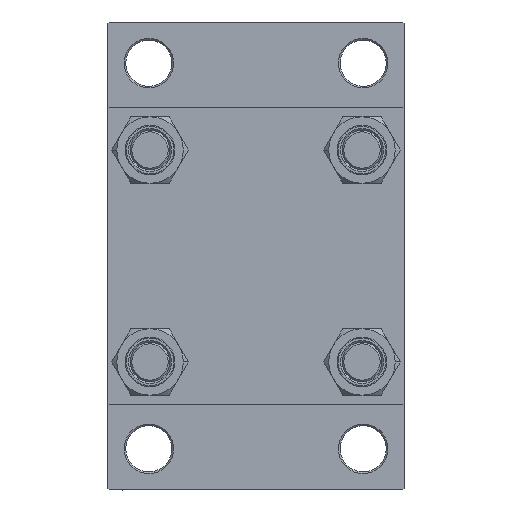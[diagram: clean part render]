
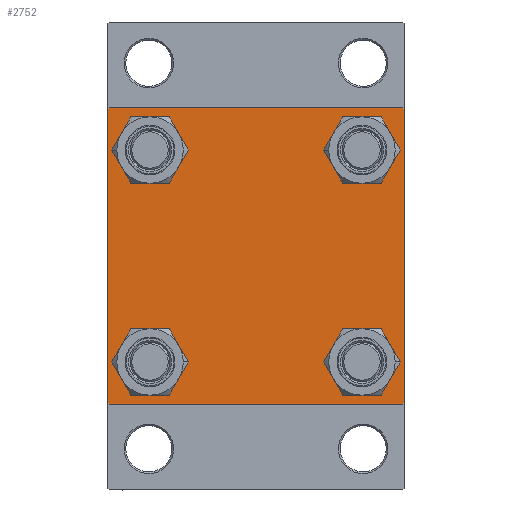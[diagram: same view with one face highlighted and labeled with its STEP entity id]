
A CAD part, left-side view. The second image highlights one B-rep face of the part: STEP entity #2752.
In plain terms, the highlighted planar face has unit normal (-1, 0, 0).
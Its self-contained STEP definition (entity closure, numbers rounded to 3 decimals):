
#771 = LINE ( 'NONE', #38122, #37629 ) ;
#1051 = VECTOR ( 'NONE', #20371, 1000. ) ;
#1099 = EDGE_CURVE ( 'NONE', #32809, #36838, #1128, .T. ) ;
#1128 = CIRCLE ( 'NONE', #36559, 6.5 ) ;
#1352 = CARTESIAN_POINT ( 'NONE',  ( 0., 32.15, -38.65 ) ) ;
#1678 = VERTEX_POINT ( 'NONE', #45611 ) ;
#1778 = CARTESIAN_POINT ( 'NONE',  ( 0., -44.5, 45. ) ) ;
#2752 = ADVANCED_FACE ( 'NONE', ( #42590, #35377, #20678, #9570, #41885 ), #5004, .T. ) ;
#2791 = DIRECTION ( 'NONE',  ( 1., 0., 0. ) ) ;
#3326 = CARTESIAN_POINT ( 'NONE',  ( 0., -45., 45. ) ) ;
#3416 = EDGE_CURVE ( 'NONE', #24196, #47597, #39880, .T. ) ;
#3493 = LINE ( 'NONE', #18438, #40741 ) ;
#3593 = ORIENTED_EDGE ( 'NONE', *, *, #3834, .T. ) ;
#3827 = VERTEX_POINT ( 'NONE', #31881 ) ;
#3834 = EDGE_CURVE ( 'NONE', #36838, #32809, #9594, .T. ) ;
#4193 = AXIS2_PLACEMENT_3D ( 'NONE', #10402, #31884, #42720 ) ;
#4914 = DIRECTION ( 'NONE',  ( 1., 0., 0. ) ) ;
#5004 = PLANE ( 'NONE',  #47273 ) ;
#5396 = CARTESIAN_POINT ( 'NONE',  ( 0., -32.15, 32.15 ) ) ;
#5844 = CIRCLE ( 'NONE', #43563, 6.5 ) ;
#5903 = DIRECTION ( 'NONE',  ( 0., -1., 0. ) ) ;
#5965 = ORIENTED_EDGE ( 'NONE', *, *, #18972, .T. ) ;
#5998 = CARTESIAN_POINT ( 'NONE',  ( 0., 45., 44.5 ) ) ;
#6235 = ORIENTED_EDGE ( 'NONE', *, *, #46672, .T. ) ;
#6317 = DIRECTION ( 'NONE',  ( 0., 0., 1. ) ) ;
#6603 = EDGE_CURVE ( 'NONE', #35604, #1678, #27375, .T. ) ;
#6606 = AXIS2_PLACEMENT_3D ( 'NONE', #5396, #4914, #16005 ) ;
#6928 = EDGE_CURVE ( 'NONE', #9715, #43228, #5844, .T. ) ;
#7580 = ORIENTED_EDGE ( 'NONE', *, *, #27332, .T. ) ;
#9015 = CARTESIAN_POINT ( 'NONE',  ( 0., 32.15, -32.15 ) ) ;
#9368 = CARTESIAN_POINT ( 'NONE',  ( 0., 32.15, 25.65 ) ) ;
#9570 = FACE_BOUND ( 'NONE', #43026, .T. ) ;
#9594 = CIRCLE ( 'NONE', #18061, 6.5 ) ;
#9715 = VERTEX_POINT ( 'NONE', #41212 ) ;
#9866 = AXIS2_PLACEMENT_3D ( 'NONE', #9015, #38669, #45652 ) ;
#10021 = DIRECTION ( 'NONE',  ( 0., 0., 1. ) ) ;
#10376 = VERTEX_POINT ( 'NONE', #1778 ) ;
#10402 = CARTESIAN_POINT ( 'NONE',  ( 0., -32.15, 32.15 ) ) ;
#11535 = CARTESIAN_POINT ( 'NONE',  ( 0., -44.5, -45. ) ) ;
#12352 = CARTESIAN_POINT ( 'NONE',  ( 0., 45., -44.5 ) ) ;
#12464 = CARTESIAN_POINT ( 'NONE',  ( 0., 0., 0. ) ) ;
#12611 = VECTOR ( 'NONE', #5903, 1000. ) ;
#13297 = EDGE_LOOP ( 'NONE', ( #15371, #39376 ) ) ;
#13390 = CARTESIAN_POINT ( 'NONE',  ( 0., 32.15, 32.15 ) ) ;
#13546 = CARTESIAN_POINT ( 'NONE',  ( 0., -32.15, -32.15 ) ) ;
#13964 = LINE ( 'NONE', #16880, #41184 ) ;
#14999 = DIRECTION ( 'NONE',  ( 0., 0.707, 0.707 ) ) ;
#15265 = CIRCLE ( 'NONE', #47578, 6.5 ) ;
#15371 = ORIENTED_EDGE ( 'NONE', *, *, #6928, .T. ) ;
#15858 = VERTEX_POINT ( 'NONE', #9368 ) ;
#16005 = DIRECTION ( 'NONE',  ( 0., 0., 1. ) ) ;
#16376 = EDGE_CURVE ( 'NONE', #15858, #3827, #15265, .T. ) ;
#16480 = EDGE_CURVE ( 'NONE', #43228, #9715, #18332, .T. ) ;
#16492 = ORIENTED_EDGE ( 'NONE', *, *, #18104, .T. ) ;
#16541 = LINE ( 'NONE', #46658, #40015 ) ;
#16571 = DIRECTION ( 'NONE',  ( -1., 0., 0. ) ) ;
#16880 = CARTESIAN_POINT ( 'NONE',  ( 0., 44.75, 44.75 ) ) ;
#17495 = EDGE_LOOP ( 'NONE', ( #40372, #23433 ) ) ;
#17498 = DIRECTION ( 'NONE',  ( 0., 0., 1. ) ) ;
#18061 = AXIS2_PLACEMENT_3D ( 'NONE', #13546, #42958, #6317 ) ;
#18104 = EDGE_CURVE ( 'NONE', #47597, #23052, #3493, .T. ) ;
#18270 = CARTESIAN_POINT ( 'NONE',  ( 0., -32.15, -38.65 ) ) ;
#18332 = CIRCLE ( 'NONE', #9866, 6.5 ) ;
#18438 = CARTESIAN_POINT ( 'NONE',  ( 0., -44.75, -44.75 ) ) ;
#18943 = EDGE_CURVE ( 'NONE', #24912, #10376, #16541, .T. ) ;
#18972 = EDGE_CURVE ( 'NONE', #3827, #15858, #34602, .T. ) ;
#19546 = ORIENTED_EDGE ( 'NONE', *, *, #1099, .T. ) ;
#20371 = DIRECTION ( 'NONE',  ( 0., 0., -1. ) ) ;
#20470 = CARTESIAN_POINT ( 'NONE',  ( 0., -45., 44.5 ) ) ;
#20542 = CARTESIAN_POINT ( 'NONE',  ( 0., -32.15, 38.65 ) ) ;
#20678 = FACE_BOUND ( 'NONE', #13297, .T. ) ;
#21264 = DIRECTION ( 'NONE',  ( 0., 0., 1. ) ) ;
#21754 = ORIENTED_EDGE ( 'NONE', *, *, #33365, .T. ) ;
#22100 = ORIENTED_EDGE ( 'NONE', *, *, #18943, .F. ) ;
#22216 = CARTESIAN_POINT ( 'NONE',  ( 0., -32.15, -32.15 ) ) ;
#22323 = CARTESIAN_POINT ( 'NONE',  ( 0., 32.15, 32.15 ) ) ;
#22689 = CIRCLE ( 'NONE', #4193, 6.5 ) ;
#22723 = CARTESIAN_POINT ( 'NONE',  ( 0., -44.75, 44.75 ) ) ;
#23052 = VERTEX_POINT ( 'NONE', #35493 ) ;
#23433 = ORIENTED_EDGE ( 'NONE', *, *, #33051, .T. ) ;
#23879 = CARTESIAN_POINT ( 'NONE',  ( 0., 44.5, -45. ) ) ;
#24196 = VERTEX_POINT ( 'NONE', #23879 ) ;
#24358 = DIRECTION ( 'NONE',  ( 0., 0.707, -0.707 ) ) ;
#24713 = CARTESIAN_POINT ( 'NONE',  ( 0., 45., -45. ) ) ;
#24912 = VERTEX_POINT ( 'NONE', #43271 ) ;
#25619 = DIRECTION ( 'NONE',  ( 1., 0., 0. ) ) ;
#26325 = LINE ( 'NONE', #22723, #29964 ) ;
#26794 = DIRECTION ( 'NONE',  ( 0., -0.707, -0.707 ) ) ;
#27332 = EDGE_CURVE ( 'NONE', #39857, #27572, #39407, .T. ) ;
#27373 = ORIENTED_EDGE ( 'NONE', *, *, #16376, .T. ) ;
#27375 = CIRCLE ( 'NONE', #6606, 6.5 ) ;
#27572 = VERTEX_POINT ( 'NONE', #12352 ) ;
#27755 = ORIENTED_EDGE ( 'NONE', *, *, #46615, .T. ) ;
#29964 = VECTOR ( 'NONE', #14999, 1000. ) ;
#31054 = ORIENTED_EDGE ( 'NONE', *, *, #3416, .T. ) ;
#31242 = DIRECTION ( 'NONE',  ( 0., -1., 0. ) ) ;
#31357 = DIRECTION ( 'NONE',  ( 0., 0., -1. ) ) ;
#31515 = DIRECTION ( 'NONE',  ( 0., 0., 1. ) ) ;
#31881 = CARTESIAN_POINT ( 'NONE',  ( 0., 32.15, 38.65 ) ) ;
#31884 = DIRECTION ( 'NONE',  ( 1., 0., 0. ) ) ;
#31938 = CARTESIAN_POINT ( 'NONE',  ( 0., 45., 45. ) ) ;
#31969 = DIRECTION ( 'NONE',  ( 1., 0., 0. ) ) ;
#32809 = VERTEX_POINT ( 'NONE', #35561 ) ;
#33051 = EDGE_CURVE ( 'NONE', #1678, #35604, #22689, .T. ) ;
#33148 = DIRECTION ( 'NONE',  ( 0., -0.707, 0.707 ) ) ;
#33365 = EDGE_CURVE ( 'NONE', #24912, #39857, #13964, .T. ) ;
#33564 = EDGE_LOOP ( 'NONE', ( #7580, #27755, #31054, #16492, #39385, #6235, #22100, #21754 ) ) ;
#34602 = CIRCLE ( 'NONE', #44626, 6.5 ) ;
#34722 = EDGE_LOOP ( 'NONE', ( #19546, #3593 ) ) ;
#35377 = FACE_BOUND ( 'NONE', #34722, .T. ) ;
#35493 = CARTESIAN_POINT ( 'NONE',  ( 0., -45., -44.5 ) ) ;
#35561 = CARTESIAN_POINT ( 'NONE',  ( 0., -32.15, -25.65 ) ) ;
#35604 = VERTEX_POINT ( 'NONE', #20542 ) ;
#36559 = AXIS2_PLACEMENT_3D ( 'NONE', #22216, #43422, #21264 ) ;
#36692 = EDGE_CURVE ( 'NONE', #43768, #23052, #40209, .T. ) ;
#36838 = VERTEX_POINT ( 'NONE', #18270 ) ;
#37629 = VECTOR ( 'NONE', #26794, 1000. ) ;
#38122 = CARTESIAN_POINT ( 'NONE',  ( 0., 44.75, -44.75 ) ) ;
#38669 = DIRECTION ( 'NONE',  ( 1., 0., 0. ) ) ;
#39376 = ORIENTED_EDGE ( 'NONE', *, *, #16480, .T. ) ;
#39385 = ORIENTED_EDGE ( 'NONE', *, *, #36692, .F. ) ;
#39407 = LINE ( 'NONE', #31938, #1051 ) ;
#39857 = VERTEX_POINT ( 'NONE', #5998 ) ;
#39880 = LINE ( 'NONE', #24713, #12611 ) ;
#40015 = VECTOR ( 'NONE', #31242, 1000. ) ;
#40209 = LINE ( 'NONE', #3326, #42075 ) ;
#40326 = DIRECTION ( 'NONE',  ( 0., 0., 1. ) ) ;
#40372 = ORIENTED_EDGE ( 'NONE', *, *, #6603, .T. ) ;
#40741 = VECTOR ( 'NONE', #33148, 1000. ) ;
#41184 = VECTOR ( 'NONE', #24358, 1000. ) ;
#41212 = CARTESIAN_POINT ( 'NONE',  ( 0., 32.15, -25.65 ) ) ;
#41885 = FACE_OUTER_BOUND ( 'NONE', #33564, .T. ) ;
#42075 = VECTOR ( 'NONE', #31357, 1000. ) ;
#42590 = FACE_BOUND ( 'NONE', #17495, .T. ) ;
#42720 = DIRECTION ( 'NONE',  ( 0., 0., 1. ) ) ;
#42958 = DIRECTION ( 'NONE',  ( 1., 0., 0. ) ) ;
#43026 = EDGE_LOOP ( 'NONE', ( #5965, #27373 ) ) ;
#43228 = VERTEX_POINT ( 'NONE', #1352 ) ;
#43271 = CARTESIAN_POINT ( 'NONE',  ( 0., 44.5, 45. ) ) ;
#43422 = DIRECTION ( 'NONE',  ( 1., 0., 0. ) ) ;
#43563 = AXIS2_PLACEMENT_3D ( 'NONE', #47548, #25619, #40326 ) ;
#43768 = VERTEX_POINT ( 'NONE', #20470 ) ;
#44626 = AXIS2_PLACEMENT_3D ( 'NONE', #13390, #31969, #10021 ) ;
#45611 = CARTESIAN_POINT ( 'NONE',  ( 0., -32.15, 25.65 ) ) ;
#45652 = DIRECTION ( 'NONE',  ( 0., 0., 1. ) ) ;
#46615 = EDGE_CURVE ( 'NONE', #27572, #24196, #771, .T. ) ;
#46658 = CARTESIAN_POINT ( 'NONE',  ( 0., 45., 45. ) ) ;
#46672 = EDGE_CURVE ( 'NONE', #43768, #10376, #26325, .T. ) ;
#47273 = AXIS2_PLACEMENT_3D ( 'NONE', #12464, #16571, #31515 ) ;
#47548 = CARTESIAN_POINT ( 'NONE',  ( 0., 32.15, -32.15 ) ) ;
#47578 = AXIS2_PLACEMENT_3D ( 'NONE', #22323, #2791, #17498 ) ;
#47597 = VERTEX_POINT ( 'NONE', #11535 ) ;
